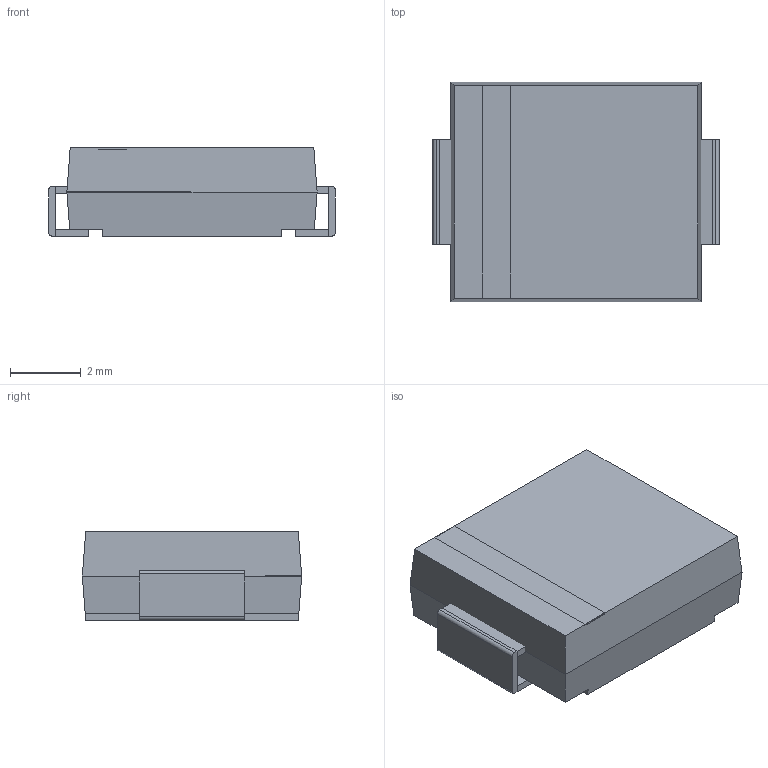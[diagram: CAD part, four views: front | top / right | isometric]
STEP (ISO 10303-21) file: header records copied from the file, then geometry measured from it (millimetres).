
FILE_DESCRIPTION((''),'2;1');
FILE_NAME('DIOM7959X250N.stp','2015-02-03T08:38:14',(''),(''),'Mechanical Desktop 2011','Mechanical Desktop 2011',', , ');
FILE_SCHEMA(('AUTOMOTIVE_DESIGN { 1 2 10303 214 1 1 1 1 }'));
Length unit declared in the file: millimetre
Products named in the file (1): Product
Bounding box: 8.13 x 6.22 x 2.5 mm (x, y, z)
Volume: 109 mm3; surface area: 296.7 mm2
Topology: 9 solids, 9 shells, 67 faces, 144 edges, 96 vertices
Faces by surface type: plane 45, bspline 20, cylinder 2
Entity records: 1863 total; most frequent: CARTESIAN_POINT 396, ORIENTED_EDGE 288, DIRECTION 248, EDGE_CURVE 144, VECTOR 136, LINE 136, VERTEX_POINT 96, EDGE_LOOP 68
